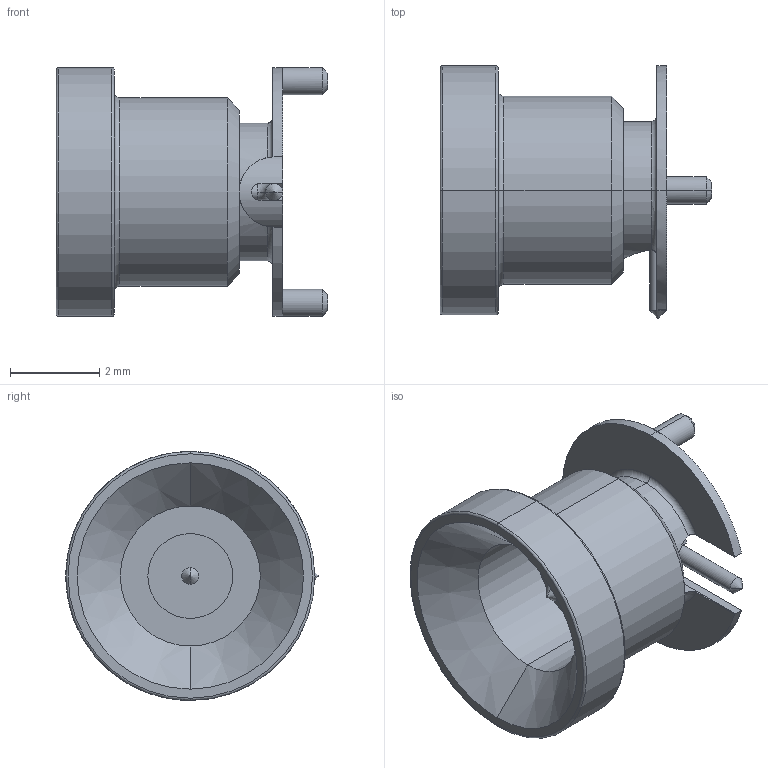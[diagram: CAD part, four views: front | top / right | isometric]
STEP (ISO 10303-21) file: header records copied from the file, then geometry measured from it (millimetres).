
FILE_DESCRIPTION (( 'STEP AP214' ), '1' );
FILE_NAME ('PE44944.STEP', '2018-01-04T16:55:45', ( '' ), ( '' ), 'SwSTEP 2.0', 'SolidWorks 2017', '' );
FILE_SCHEMA (( 'AUTOMOTIVE_DESIGN' ));
Length unit declared in the file: inch
Products named in the file (1): PE44944
Bounding box: 6.1 x 5.66 x 5.59 mm (x, y, z)
Volume: 54.1 mm3; surface area: 209 mm2
Topology: 3 solids, 3 shells, 67 faces, 149 edges, 89 vertices
Faces by surface type: cylinder 28, plane 16, cone 12, torus 11
Entity records: 1984 total; most frequent: CARTESIAN_POINT 378, DIRECTION 362, ORIENTED_EDGE 298, AXIS2_PLACEMENT_3D 154, EDGE_CURVE 149, VERTEX_POINT 89, CIRCLE 86, EDGE_LOOP 72
